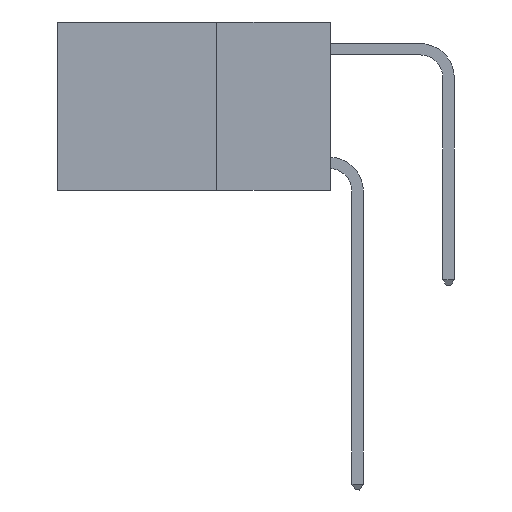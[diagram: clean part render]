
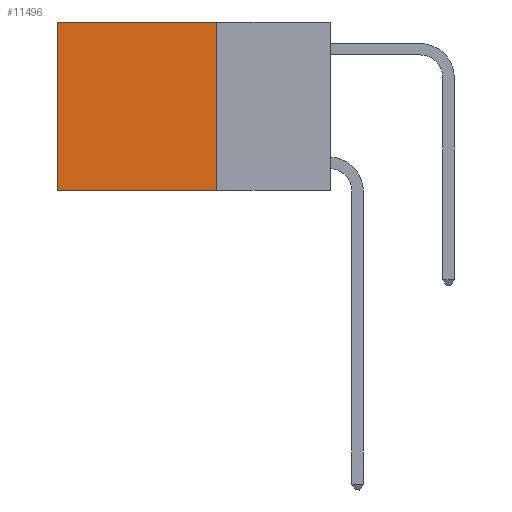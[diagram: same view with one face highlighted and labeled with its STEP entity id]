
A CAD part, left-side view. The second image highlights one B-rep face of the part: STEP entity #11496.
In plain terms, the highlighted planar face has unit normal (-1, 0, 0).
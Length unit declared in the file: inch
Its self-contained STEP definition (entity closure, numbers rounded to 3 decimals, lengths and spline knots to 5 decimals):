
#331 = EDGE_CURVE ( 'NONE', #22396, #13728, #3138, .T. ) ;
#998 = CARTESIAN_POINT ( 'NONE',  ( 0.2625, 0.25, 0. ) ) ;
#1274 = DIRECTION ( 'NONE',  ( 0., 1., 0. ) ) ;
#2670 = CARTESIAN_POINT ( 'NONE',  ( 0.2625, 0.6, 0. ) ) ;
#3138 = LINE ( 'NONE', #8330, #16331 ) ;
#4347 = CARTESIAN_POINT ( 'NONE',  ( 0.2625, 0.6, -0.37 ) ) ;
#4358 = CARTESIAN_POINT ( 'NONE',  ( 0.2625, 0.6, 0. ) ) ;
#4747 = FACE_OUTER_BOUND ( 'NONE', #6138, .T. ) ;
#6138 = EDGE_LOOP ( 'NONE', ( #22848, #10881, #28480, #22342 ) ) ;
#6689 = EDGE_CURVE ( 'NONE', #7090, #22396, #20609, .T. ) ;
#7090 = VERTEX_POINT ( 'NONE', #15149 ) ;
#8330 = CARTESIAN_POINT ( 'NONE',  ( 0.2625, 0.25, -0.37 ) ) ;
#9556 = LINE ( 'NONE', #2670, #18587 ) ;
#9911 = VECTOR ( 'NONE', #18254, 39.37008 ) ;
#10842 = VECTOR ( 'NONE', #22735, 39.37008 ) ;
#10881 = ORIENTED_EDGE ( 'NONE', *, *, #331, .F. ) ;
#11496 = ADVANCED_FACE ( 'NONE', ( #4747 ), #16376, .F. ) ;
#11500 = DIRECTION ( 'NONE',  ( 0., 0., -1. ) ) ;
#12296 = DIRECTION ( 'NONE',  ( 0., 0., -1. ) ) ;
#12962 = EDGE_CURVE ( 'NONE', #20052, #13728, #9556, .T. ) ;
#13728 = VERTEX_POINT ( 'NONE', #4347 ) ;
#15149 = CARTESIAN_POINT ( 'NONE',  ( 0.2625, 0.25, 0. ) ) ;
#16331 = VECTOR ( 'NONE', #1274, 39.37008 ) ;
#16376 = PLANE ( 'NONE',  #21855 ) ;
#18254 = DIRECTION ( 'NONE',  ( 0., 0., -1. ) ) ;
#18587 = VECTOR ( 'NONE', #11500, 39.37008 ) ;
#20052 = VERTEX_POINT ( 'NONE', #4358 ) ;
#20508 = LINE ( 'NONE', #998, #10842 ) ;
#20609 = LINE ( 'NONE', #22694, #9911 ) ;
#21855 = AXIS2_PLACEMENT_3D ( 'NONE', #25245, #25440, #12296 ) ;
#22342 = ORIENTED_EDGE ( 'NONE', *, *, #28382, .T. ) ;
#22396 = VERTEX_POINT ( 'NONE', #24438 ) ;
#22694 = CARTESIAN_POINT ( 'NONE',  ( 0.2625, 0.25, 0. ) ) ;
#22735 = DIRECTION ( 'NONE',  ( 0., 1., 0. ) ) ;
#22848 = ORIENTED_EDGE ( 'NONE', *, *, #12962, .T. ) ;
#24438 = CARTESIAN_POINT ( 'NONE',  ( 0.2625, 0.25, -0.37 ) ) ;
#25245 = CARTESIAN_POINT ( 'NONE',  ( 0.2625, 0.25, 0. ) ) ;
#25440 = DIRECTION ( 'NONE',  ( 1., 0., 0. ) ) ;
#28382 = EDGE_CURVE ( 'NONE', #7090, #20052, #20508, .T. ) ;
#28480 = ORIENTED_EDGE ( 'NONE', *, *, #6689, .F. ) ;
